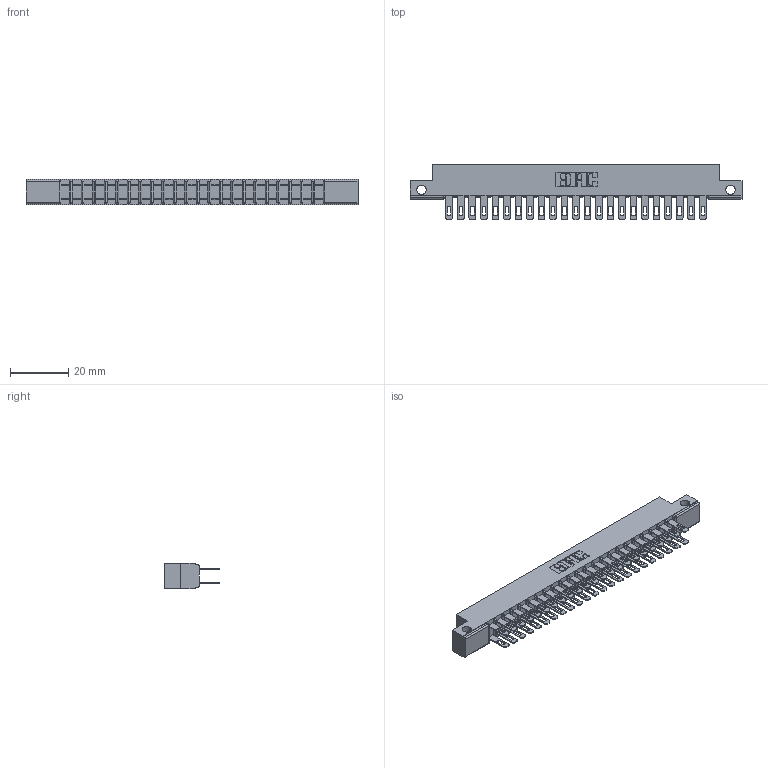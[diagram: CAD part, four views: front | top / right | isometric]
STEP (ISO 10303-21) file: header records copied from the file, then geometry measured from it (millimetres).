
FILE_DESCRIPTION (( 'STEP AP203' ), '1' );
FILE_NAME ('357-046-500-212.STEP', '2018-08-11T12:49:06', ( '' ), ( '' ), 'SwSTEP 2.0', 'SolidWorks 2016', '' );
FILE_SCHEMA (( 'CONFIG_CONTROL_DESIGN' ));
Length unit declared in the file: inch
Products named in the file (3): 307 Part_.128 Dia Side Mounting Holes; 307-290-001_500; 357-046-500-212
Assembly tree (47 placements, depth 2):
  357-046-500-212
    307 Part_.128 Dia Side Mounting Holes
    307-290-001_500  x46
Bounding box: 114.15 x 19.18 x 8.71 mm (x, y, z)
Volume: 7522.3 mm3; surface area: 13931.2 mm2
Topology: 47 solids, 47 shells, 2258 faces, 6303 edges, 4074 vertices
Faces by surface type: plane 1450, cylinder 760, sphere 48
Entity records: 22772 total; most frequent: CARTESIAN_POINT 3727, ORIENTED_EDGE 3690, DIRECTION 3661, EDGE_CURVE 1845, VECTOR 1405, LINE 1405, VERTEX_POINT 1194, AXIS2_PLACEMENT_3D 1128
